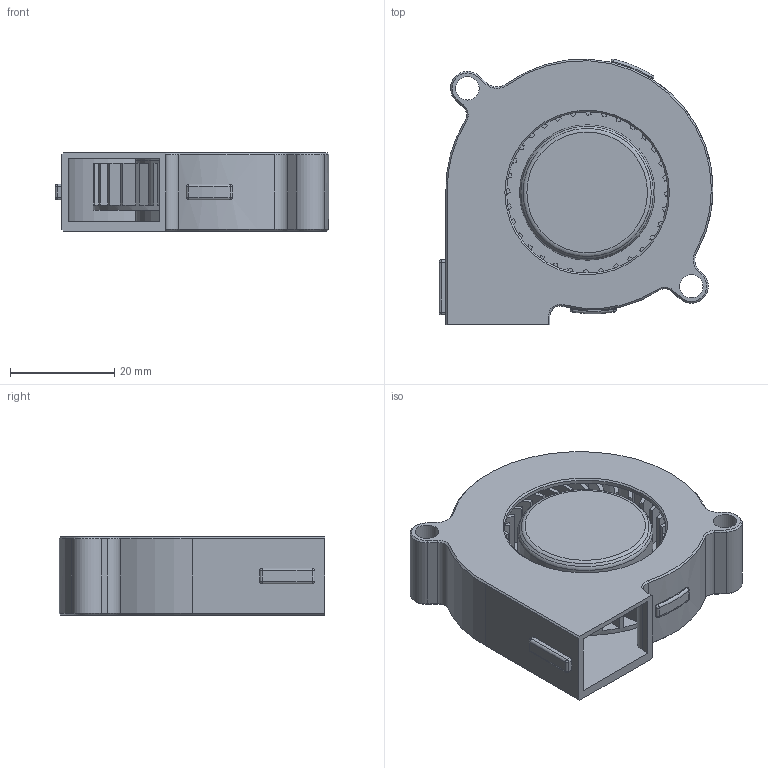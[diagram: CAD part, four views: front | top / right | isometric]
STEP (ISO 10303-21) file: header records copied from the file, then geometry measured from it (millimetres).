
FILE_DESCRIPTION(/* description */ (''),/* implementation_level */ '2;1');
FILE_NAME(/* name */ 'Radial_Fan_50x15 v8.step',/* time_stamp */ '2022-08-24T14:24:51+02:00',/* author */ (''),/* organization */ (''),/* preprocessor_version */ 'ST-DEVELOPER v19',/* originating_system */ 'Autodesk Translation Framework v11.7.0.108',/* authorisation */ '');
FILE_SCHEMA (('AUTOMOTIVE_DESIGN { 1 0 10303 214 3 1 1 }'));
Length unit declared in the file: metre
Products named in the file (1): Radial_Fan_50x15
Bounding box: 52.61 x 51.01 x 15 mm (x, y, z)
Volume: 17024.8 mm3; surface area: 18561.2 mm2
Topology: 1 solids, 1 shells, 310 faces, 818 edges, 523 vertices
Faces by surface type: plane 202, cylinder 64, cone 23, sphere 12, torus 6, bspline 3
Full cylindrical faces by diameter (mm): 4.5 x2, 26 x2, 31 x1, 42.168 x1
Entity records: 9731 total; most frequent: CARTESIAN_POINT 1856, DIRECTION 1653, ORIENTED_EDGE 1636, EDGE_CURVE 818, LINE 569, VECTOR 569, AXIS2_PLACEMENT_3D 542, VERTEX_POINT 523
